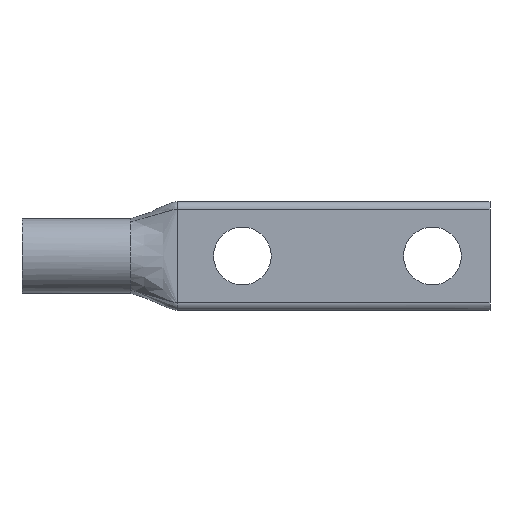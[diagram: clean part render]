
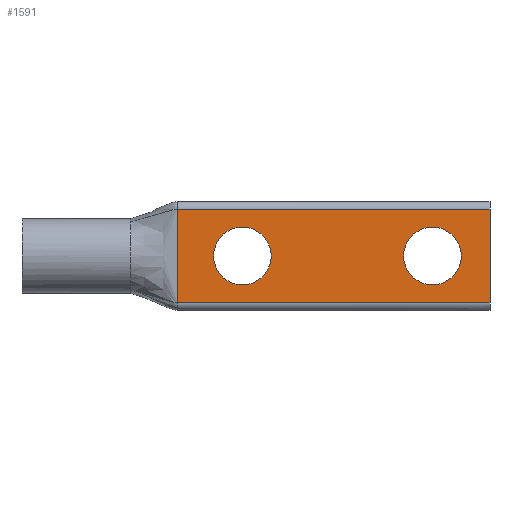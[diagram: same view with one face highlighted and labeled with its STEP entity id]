
A CAD part, front view. The second image highlights one B-rep face of the part: STEP entity #1591.
In plain terms, the highlighted planar face has unit normal (0, -1, 0).
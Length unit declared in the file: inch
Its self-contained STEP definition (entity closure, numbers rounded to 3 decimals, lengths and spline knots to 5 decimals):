
#6 = ORIENTED_EDGE ( 'NONE', *, *, #1573, .T. ) ;
#60 = FACE_BOUND ( 'NONE', #775, .T. ) ;
#74 = CARTESIAN_POINT ( 'NONE',  ( 5.31975, 0., -0.43 ) ) ;
#175 = CIRCLE ( 'NONE', #1455, 0.2655 ) ;
#199 = CARTESIAN_POINT ( 'NONE',  ( 4.31, 0., 0. ) ) ;
#215 = CARTESIAN_POINT ( 'NONE',  ( 5.31975, 0., 0. ) ) ;
#258 = VERTEX_POINT ( 'NONE', #1116 ) ;
#301 = DIRECTION ( 'NONE',  ( 0., 0., -1. ) ) ;
#319 = EDGE_CURVE ( 'NONE', #1842, #1444, #411, .T. ) ;
#330 = CARTESIAN_POINT ( 'NONE',  ( 4.31, 0., 0.43 ) ) ;
#342 = DIRECTION ( 'NONE',  ( 0., 1., 0. ) ) ;
#372 = CARTESIAN_POINT ( 'NONE',  ( 4.31, 0., -0.43 ) ) ;
#388 = DIRECTION ( 'NONE',  ( -1., 0., 0. ) ) ;
#411 = CIRCLE ( 'NONE', #650, 0.2655 ) ;
#435 = DIRECTION ( 'NONE',  ( 0., 1., 0. ) ) ;
#482 = EDGE_CURVE ( 'NONE', #620, #1250, #2037, .T. ) ;
#519 = VECTOR ( 'NONE', #301, 39.37008 ) ;
#555 = FACE_OUTER_BOUND ( 'NONE', #676, .T. ) ;
#591 = AXIS2_PLACEMENT_3D ( 'NONE', #1282, #342, #828 ) ;
#610 = EDGE_CURVE ( 'NONE', #2066, #258, #848, .T. ) ;
#620 = VERTEX_POINT ( 'NONE', #643 ) ;
#624 = AXIS2_PLACEMENT_3D ( 'NONE', #215, #707, #1034 ) ;
#643 = CARTESIAN_POINT ( 'NONE',  ( 1.43, 0., 0.43 ) ) ;
#650 = AXIS2_PLACEMENT_3D ( 'NONE', #1046, #1550, #1684 ) ;
#667 = VERTEX_POINT ( 'NONE', #330 ) ;
#676 = EDGE_LOOP ( 'NONE', ( #6, #884, #1481, #1397 ) ) ;
#686 = LINE ( 'NONE', #199, #1996 ) ;
#707 = DIRECTION ( 'NONE',  ( 0., -1., 0. ) ) ;
#710 = DIRECTION ( 'NONE',  ( -1., 0., 0. ) ) ;
#775 = EDGE_LOOP ( 'NONE', ( #960, #1920 ) ) ;
#828 = DIRECTION ( 'NONE',  ( 0., 0., 1. ) ) ;
#840 = CARTESIAN_POINT ( 'NONE',  ( 2.03, 0., 0.2655 ) ) ;
#848 = CIRCLE ( 'NONE', #591, 0.2655 ) ;
#884 = ORIENTED_EDGE ( 'NONE', *, *, #482, .T. ) ;
#887 = EDGE_CURVE ( 'NONE', #1444, #1842, #175, .T. ) ;
#900 = DIRECTION ( 'NONE',  ( 0., 0., 1. ) ) ;
#901 = EDGE_LOOP ( 'NONE', ( #1339, #967 ) ) ;
#954 = VECTOR ( 'NONE', #388, 39.37008 ) ;
#960 = ORIENTED_EDGE ( 'NONE', *, *, #887, .T. ) ;
#967 = ORIENTED_EDGE ( 'NONE', *, *, #1236, .T. ) ;
#1023 = FACE_BOUND ( 'NONE', #901, .T. ) ;
#1034 = DIRECTION ( 'NONE',  ( 0., 0., -1. ) ) ;
#1046 = CARTESIAN_POINT ( 'NONE',  ( 2.03, 0., 0. ) ) ;
#1060 = DIRECTION ( 'NONE',  ( 0., 1., 0. ) ) ;
#1116 = CARTESIAN_POINT ( 'NONE',  ( 3.78, 0., -0.2655 ) ) ;
#1181 = CARTESIAN_POINT ( 'NONE',  ( 5.31975, 0., 0.43 ) ) ;
#1194 = LINE ( 'NONE', #74, #1323 ) ;
#1204 = EDGE_CURVE ( 'NONE', #1723, #1250, #1194, .T. ) ;
#1236 = EDGE_CURVE ( 'NONE', #258, #2066, #1290, .T. ) ;
#1250 = VERTEX_POINT ( 'NONE', #2038 ) ;
#1278 = CARTESIAN_POINT ( 'NONE',  ( 3.78, 0., 0.2655 ) ) ;
#1282 = CARTESIAN_POINT ( 'NONE',  ( 3.78, 0., 0. ) ) ;
#1290 = CIRCLE ( 'NONE', #1358, 0.2655 ) ;
#1323 = VECTOR ( 'NONE', #710, 39.37008 ) ;
#1339 = ORIENTED_EDGE ( 'NONE', *, *, #610, .T. ) ;
#1358 = AXIS2_PLACEMENT_3D ( 'NONE', #1830, #1060, #900 ) ;
#1397 = ORIENTED_EDGE ( 'NONE', *, *, #1475, .F. ) ;
#1444 = VERTEX_POINT ( 'NONE', #840 ) ;
#1455 = AXIS2_PLACEMENT_3D ( 'NONE', #1873, #435, #1719 ) ;
#1475 = EDGE_CURVE ( 'NONE', #667, #1723, #686, .T. ) ;
#1481 = ORIENTED_EDGE ( 'NONE', *, *, #1204, .F. ) ;
#1550 = DIRECTION ( 'NONE',  ( 0., 1., 0. ) ) ;
#1573 = EDGE_CURVE ( 'NONE', #667, #620, #1990, .T. ) ;
#1591 = ADVANCED_FACE ( 'NONE', ( #555, #60, #1023 ), #1657, .T. ) ;
#1657 = PLANE ( 'NONE',  #624 ) ;
#1684 = DIRECTION ( 'NONE',  ( 0., 0., 1. ) ) ;
#1719 = DIRECTION ( 'NONE',  ( 0., 0., 1. ) ) ;
#1723 = VERTEX_POINT ( 'NONE', #372 ) ;
#1830 = CARTESIAN_POINT ( 'NONE',  ( 3.78, 0., 0. ) ) ;
#1842 = VERTEX_POINT ( 'NONE', #2030 ) ;
#1873 = CARTESIAN_POINT ( 'NONE',  ( 2.03, 0., 0. ) ) ;
#1875 = CARTESIAN_POINT ( 'NONE',  ( 1.43, 0., 0. ) ) ;
#1920 = ORIENTED_EDGE ( 'NONE', *, *, #319, .T. ) ;
#1968 = DIRECTION ( 'NONE',  ( 0., 0., -1. ) ) ;
#1990 = LINE ( 'NONE', #1181, #954 ) ;
#1996 = VECTOR ( 'NONE', #1968, 39.37008 ) ;
#2030 = CARTESIAN_POINT ( 'NONE',  ( 2.03, 0., -0.2655 ) ) ;
#2037 = LINE ( 'NONE', #1875, #519 ) ;
#2038 = CARTESIAN_POINT ( 'NONE',  ( 1.43, 0., -0.43 ) ) ;
#2066 = VERTEX_POINT ( 'NONE', #1278 ) ;
